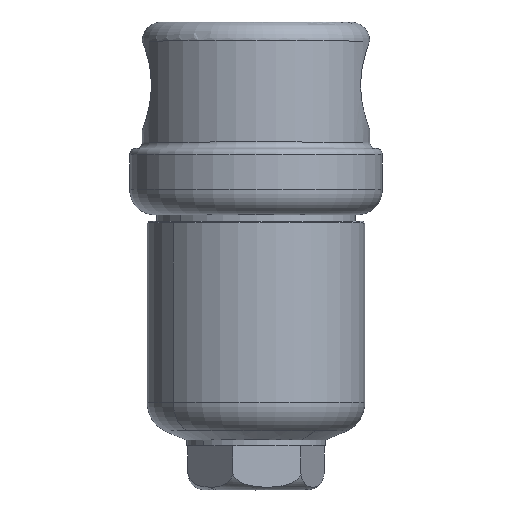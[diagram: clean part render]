
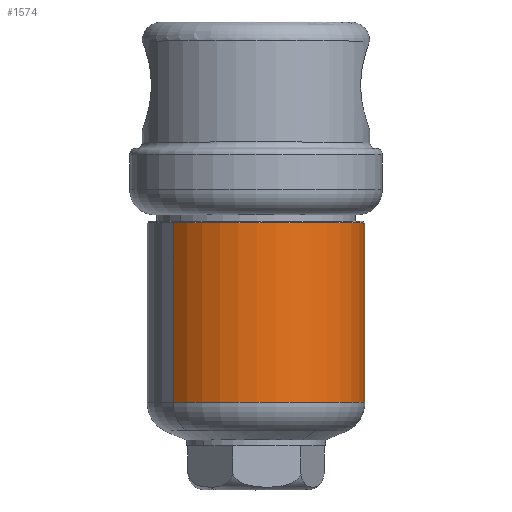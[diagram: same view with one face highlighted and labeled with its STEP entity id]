
A CAD part, top view. The second image highlights one B-rep face of the part: STEP entity #1574.
In plain terms, the highlighted cylindrical face has radius 17.25 mm (diameter 34.5 mm), a partial arc.
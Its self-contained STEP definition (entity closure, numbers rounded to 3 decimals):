
#193 = DIRECTION ( 'NONE',  ( 0., 1., 0. ) ) ;
#300 = AXIS2_PLACEMENT_3D ( 'NONE', #4528, #2406, #311 ) ;
#302 = CIRCLE ( 'NONE', #300, 17.25 ) ;
#311 = DIRECTION ( 'NONE',  ( 0., 0., 1. ) ) ;
#475 = CARTESIAN_POINT ( 'NONE',  ( 0., -141.126, -17.25 ) ) ;
#515 = ORIENTED_EDGE ( 'NONE', *, *, #4127, .T. ) ;
#611 = ORIENTED_EDGE ( 'NONE', *, *, #2334, .T. ) ;
#787 = EDGE_CURVE ( 'NONE', #3626, #3275, #2513, .T. ) ;
#846 = EDGE_LOOP ( 'NONE', ( #3068, #515, #1824, #611 ) ) ;
#974 = DIRECTION ( 'NONE',  ( 0., 1., 0. ) ) ;
#1014 = CYLINDRICAL_SURFACE ( 'NONE', #1876, 17.25 ) ;
#1248 = CARTESIAN_POINT ( 'NONE',  ( 0., 192.094, 0. ) ) ;
#1280 = LINE ( 'NONE', #3233, #2085 ) ;
#1574 = ADVANCED_FACE ( 'NONE', ( #3811 ), #1014, .T. ) ;
#1606 = VECTOR ( 'NONE', #974, 1000. ) ;
#1796 = CARTESIAN_POINT ( 'NONE',  ( 0., -141.126, 0. ) ) ;
#1824 = ORIENTED_EDGE ( 'NONE', *, *, #3084, .T. ) ;
#1876 = AXIS2_PLACEMENT_3D ( 'NONE', #1248, #193, #2638 ) ;
#2085 = VECTOR ( 'NONE', #3944, 1000. ) ;
#2132 = DIRECTION ( 'NONE',  ( 0., 0., -1. ) ) ;
#2334 = EDGE_CURVE ( 'NONE', #2892, #3275, #2559, .T. ) ;
#2406 = DIRECTION ( 'NONE',  ( 0., 1., 0. ) ) ;
#2513 = LINE ( 'NONE', #4110, #1606 ) ;
#2554 = VERTEX_POINT ( 'NONE', #2724 ) ;
#2559 = CIRCLE ( 'NONE', #3028, 17.25 ) ;
#2638 = DIRECTION ( 'NONE',  ( 0., 0., 1. ) ) ;
#2724 = CARTESIAN_POINT ( 'NONE',  ( 0., -169.529, 17.25 ) ) ;
#2892 = VERTEX_POINT ( 'NONE', #3625 ) ;
#3028 = AXIS2_PLACEMENT_3D ( 'NONE', #1796, #4260, #2132 ) ;
#3068 = ORIENTED_EDGE ( 'NONE', *, *, #787, .F. ) ;
#3084 = EDGE_CURVE ( 'NONE', #2554, #2892, #1280, .T. ) ;
#3233 = CARTESIAN_POINT ( 'NONE',  ( 0., 192.094, 17.25 ) ) ;
#3275 = VERTEX_POINT ( 'NONE', #475 ) ;
#3625 = CARTESIAN_POINT ( 'NONE',  ( 0., -141.126, 17.25 ) ) ;
#3626 = VERTEX_POINT ( 'NONE', #4332 ) ;
#3811 = FACE_OUTER_BOUND ( 'NONE', #846, .T. ) ;
#3944 = DIRECTION ( 'NONE',  ( 0., 1., 0. ) ) ;
#4110 = CARTESIAN_POINT ( 'NONE',  ( 0., 192.094, -17.25 ) ) ;
#4127 = EDGE_CURVE ( 'NONE', #3626, #2554, #302, .T. ) ;
#4260 = DIRECTION ( 'NONE',  ( 0., -1., 0. ) ) ;
#4332 = CARTESIAN_POINT ( 'NONE',  ( 0., -169.529, -17.25 ) ) ;
#4528 = CARTESIAN_POINT ( 'NONE',  ( 0., -169.529, 0. ) ) ;
